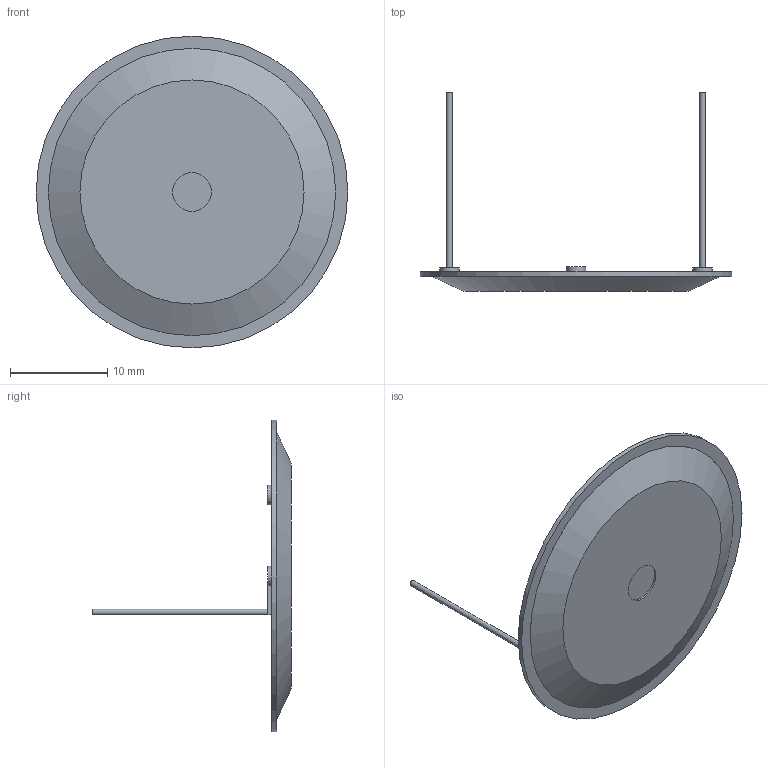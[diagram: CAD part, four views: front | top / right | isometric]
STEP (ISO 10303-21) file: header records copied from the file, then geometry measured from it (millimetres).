
FILE_DESCRIPTION(/* description */ (''),/* implementation_level */ '2;1');
FILE_NAME(/* name */ 'MFT31T28AL1.stp',/* time_stamp */ '2014-08-16T17:37:04+03:00',/* author */ ('Vladimir'),/* organization */ (''),/* preprocessor_version */ 'ST-DEVELOPER v15.6',/* originating_system */ 'Autodesk Inventor 2015',/* authorisation */ '');
FILE_SCHEMA (('AUTOMOTIVE_DESIGN { 1 0 10303 214 3 1 1 }'));
Length unit declared in the file: millimetre
Products named in the file (1): MFT31T28AL1_в_сборе
Bounding box: 32 x 20.4 x 32 mm (x, y, z)
Volume: 393.6 mm3; surface area: 3180.6 mm2
Topology: 2 solids, 2 shells, 35 faces, 77 edges, 61 vertices
Faces by surface type: plane 23, cylinder 10, cone 2
Full cylindrical faces by diameter (mm): 0.6 x2, 2 x1, 4 x1, 20 x1, 29.5 x1, 31 x1, 32 x1
Entity records: 927 total; most frequent: DIRECTION 170, CARTESIAN_POINT 156, ORIENTED_EDGE 108, AXIS2_PLACEMENT_3D 69, EDGE_LOOP 54, EDGE_CURVE 53, VERTEX_POINT 39, FACE_OUTER_BOUND 35
